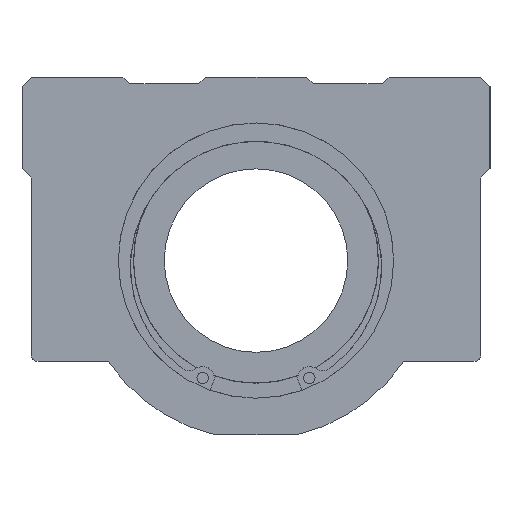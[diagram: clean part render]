
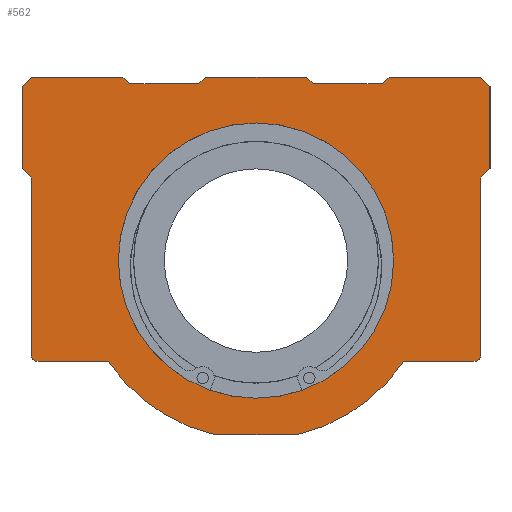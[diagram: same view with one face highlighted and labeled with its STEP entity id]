
A CAD part, left-side view. The second image highlights one B-rep face of the part: STEP entity #562.
In plain terms, the highlighted planar face has unit normal (-1, 0, 0).
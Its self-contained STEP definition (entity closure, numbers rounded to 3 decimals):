
#248=CIRCLE('',#4894,30.);
#253=CIRCLE('',#4909,1.5);
#260=CIRCLE('',#4919,1.5);
#261=CIRCLE('',#4921,39.);
#262=CIRCLE('',#4922,39.);
#562=ADVANCED_FACE('',(#1744,#1745),#816,.F.);
#816=PLANE('',#4923);
#978=LINE('',#6243,#1316);
#1031=LINE('',#6737,#1369);
#1077=LINE('',#7138,#1415);
#1083=LINE('',#7152,#1421);
#1086=LINE('',#7157,#1424);
#1089=LINE('',#7163,#1427);
#1090=LINE('',#7165,#1428);
#1096=LINE('',#7181,#1434);
#1110=LINE('',#7223,#1448);
#1111=LINE('',#7227,#1449);
#1112=LINE('',#7228,#1450);
#1113=LINE('',#7230,#1451);
#1114=LINE('',#7232,#1452);
#1115=LINE('',#7234,#1453);
#1116=LINE('',#7236,#1454);
#1117=LINE('',#7237,#1455);
#1118=LINE('',#7239,#1456);
#1119=LINE('',#7241,#1457);
#1120=LINE('',#7243,#1458);
#1121=LINE('',#7245,#1459);
#1316=VECTOR('',#5130,1.);
#1369=VECTOR('',#5185,1.);
#1415=VECTOR('',#5411,1.);
#1421=VECTOR('',#5419,1.);
#1424=VECTOR('',#5424,1.);
#1427=VECTOR('',#5429,1.);
#1428=VECTOR('',#5432,1.);
#1434=VECTOR('',#5446,1.);
#1448=VECTOR('',#5482,1.);
#1449=VECTOR('',#5485,1.);
#1450=VECTOR('',#5486,1.);
#1451=VECTOR('',#5487,1.);
#1452=VECTOR('',#5488,1.);
#1453=VECTOR('',#5489,1.);
#1454=VECTOR('',#5490,1.);
#1455=VECTOR('',#5491,1.);
#1456=VECTOR('',#5492,1.);
#1457=VECTOR('',#5493,1.);
#1458=VECTOR('',#5494,1.);
#1459=VECTOR('',#5495,1.);
#1744=FACE_BOUND('',#1893,.T.);
#1745=FACE_BOUND('',#1894,.T.);
#1893=EDGE_LOOP('',(#2491,#2492,#2493,#2494,#2495,#2496,#2497,#2498,#2499,
#2500,#2501,#2502,#2503,#2504,#2505,#2506,#2507,#2508,#2509,#2510,#2511,
#2512,#2513,#2514));
#1894=EDGE_LOOP('',(#2515));
#2491=ORIENTED_EDGE('',*,*,#4123,.F.);
#2492=ORIENTED_EDGE('',*,*,#4126,.F.);
#2493=ORIENTED_EDGE('',*,*,#4147,.F.);
#2494=ORIENTED_EDGE('',*,*,#4148,.F.);
#2495=ORIENTED_EDGE('',*,*,#4149,.F.);
#2496=ORIENTED_EDGE('',*,*,#4150,.F.);
#2497=ORIENTED_EDGE('',*,*,#4145,.F.);
#2498=ORIENTED_EDGE('',*,*,#3910,.F.);
#2499=ORIENTED_EDGE('',*,*,#4151,.F.);
#2500=ORIENTED_EDGE('',*,*,#4152,.F.);
#2501=ORIENTED_EDGE('',*,*,#4153,.F.);
#2502=ORIENTED_EDGE('',*,*,#4154,.F.);
#2503=ORIENTED_EDGE('',*,*,#4155,.F.);
#2504=ORIENTED_EDGE('',*,*,#4118,.F.);
#2505=ORIENTED_EDGE('',*,*,#4111,.F.);
#2506=ORIENTED_EDGE('',*,*,#4114,.F.);
#2507=ORIENTED_EDGE('',*,*,#4105,.F.);
#2508=ORIENTED_EDGE('',*,*,#4117,.F.);
#2509=ORIENTED_EDGE('',*,*,#4156,.F.);
#2510=ORIENTED_EDGE('',*,*,#4157,.F.);
#2511=ORIENTED_EDGE('',*,*,#4158,.F.);
#2512=ORIENTED_EDGE('',*,*,#4159,.F.);
#2513=ORIENTED_EDGE('',*,*,#4160,.F.);
#2514=ORIENTED_EDGE('',*,*,#3994,.F.);
#2515=ORIENTED_EDGE('',*,*,#4101,.T.);
#3470=VERTEX_POINT('',#6238);
#3472=VERTEX_POINT('',#6242);
#3555=VERTEX_POINT('',#6735);
#3557=VERTEX_POINT('',#6738);
#3641=VERTEX_POINT('',#7129);
#3642=VERTEX_POINT('',#7139);
#3643=VERTEX_POINT('',#7140);
#3648=VERTEX_POINT('',#7151);
#3649=VERTEX_POINT('',#7153);
#3651=VERTEX_POINT('',#7162);
#3652=VERTEX_POINT('',#7166);
#3655=VERTEX_POINT('',#7174);
#3657=VERTEX_POINT('',#7180);
#3673=VERTEX_POINT('',#7218);
#3674=VERTEX_POINT('',#7222);
#3675=VERTEX_POINT('',#7224);
#3676=VERTEX_POINT('',#7226);
#3677=VERTEX_POINT('',#7229);
#3678=VERTEX_POINT('',#7231);
#3679=VERTEX_POINT('',#7233);
#3680=VERTEX_POINT('',#7235);
#3681=VERTEX_POINT('',#7238);
#3682=VERTEX_POINT('',#7240);
#3683=VERTEX_POINT('',#7242);
#3684=VERTEX_POINT('',#7244);
#3910=EDGE_CURVE('',#3472,#3470,#978,.T.);
#3994=EDGE_CURVE('',#3555,#3557,#1031,.T.);
#4101=EDGE_CURVE('',#3641,#3641,#248,.T.);
#4105=EDGE_CURVE('',#3642,#3643,#1077,.T.);
#4111=EDGE_CURVE('',#3648,#3649,#1083,.T.);
#4114=EDGE_CURVE('',#3643,#3648,#1086,.T.);
#4117=EDGE_CURVE('',#3651,#3642,#1089,.T.);
#4118=EDGE_CURVE('',#3649,#3652,#1090,.T.);
#4123=EDGE_CURVE('',#3655,#3555,#253,.T.);
#4126=EDGE_CURVE('',#3657,#3655,#1096,.T.);
#4145=EDGE_CURVE('',#3470,#3673,#260,.T.);
#4147=EDGE_CURVE('',#3674,#3657,#261,.T.);
#4148=EDGE_CURVE('',#3675,#3674,#1110,.T.);
#4149=EDGE_CURVE('',#3676,#3675,#262,.T.);
#4150=EDGE_CURVE('',#3673,#3676,#1111,.T.);
#4151=EDGE_CURVE('',#3677,#3472,#1112,.T.);
#4152=EDGE_CURVE('',#3678,#3677,#1113,.T.);
#4153=EDGE_CURVE('',#3679,#3678,#1114,.T.);
#4154=EDGE_CURVE('',#3680,#3679,#1115,.T.);
#4155=EDGE_CURVE('',#3652,#3680,#1116,.T.);
#4156=EDGE_CURVE('',#3681,#3651,#1117,.T.);
#4157=EDGE_CURVE('',#3682,#3681,#1118,.T.);
#4158=EDGE_CURVE('',#3683,#3682,#1119,.T.);
#4159=EDGE_CURVE('',#3684,#3683,#1120,.T.);
#4160=EDGE_CURVE('',#3557,#3684,#1121,.T.);
#4894=AXIS2_PLACEMENT_3D('',#7128,#5393,#5394);
#4909=AXIS2_PLACEMENT_3D('',#7175,#5440,#5441);
#4919=AXIS2_PLACEMENT_3D('',#7217,#5475,#5476);
#4921=AXIS2_PLACEMENT_3D('',#7221,#5480,#5481);
#4922=AXIS2_PLACEMENT_3D('',#7225,#5483,#5484);
#4923=AXIS2_PLACEMENT_3D('',#7246,#5496,#5497);
#5130=DIRECTION('',(0.,0.,-1.));
#5185=DIRECTION('',(0.,0.,1.));
#5393=DIRECTION('',(1.,0.,0.));
#5394=DIRECTION('',(0.,-1.,0.));
#5411=DIRECTION('',(0.,-0.707,0.707));
#5419=DIRECTION('',(0.,-0.707,-0.707));
#5424=DIRECTION('',(0.,-1.,0.));
#5429=DIRECTION('',(0.,-1.,0.));
#5432=DIRECTION('',(0.,-1.,0.));
#5440=DIRECTION('',(1.,0.,0.));
#5441=DIRECTION('',(0.,0.707,-0.707));
#5446=DIRECTION('',(0.,1.,0.));
#5475=DIRECTION('',(1.,0.,0.));
#5476=DIRECTION('',(0.,-0.707,-0.707));
#5480=DIRECTION('',(1.,0.,0.));
#5481=DIRECTION('',(0.,0.441,-0.897));
#5482=DIRECTION('',(0.,1.,0.));
#5483=DIRECTION('',(1.,0.,0.));
#5484=DIRECTION('',(0.,0.441,-0.897));
#5485=DIRECTION('',(0.,1.,0.));
#5486=DIRECTION('',(0.,0.707,-0.707));
#5487=DIRECTION('',(0.,0.,-1.));
#5488=DIRECTION('',(0.,-0.707,-0.707));
#5489=DIRECTION('',(0.,-1.,0.));
#5490=DIRECTION('',(0.,-0.707,0.707));
#5491=DIRECTION('',(0.,-0.707,-0.707));
#5492=DIRECTION('',(0.,-1.,0.));
#5493=DIRECTION('',(0.,-0.707,0.707));
#5494=DIRECTION('',(0.,0.,1.));
#5495=DIRECTION('',(0.,0.707,0.707));
#5496=DIRECTION('',(1.,0.,0.));
#5497=DIRECTION('',(0.,0.,-1.));
#6238=CARTESIAN_POINT('',(0.,-49.,-20.5));
#6242=CARTESIAN_POINT('',(0.,-49.,18.));
#6243=CARTESIAN_POINT('',(0.,-49.,16.));
#6735=CARTESIAN_POINT('',(0.,49.,-20.5));
#6737=CARTESIAN_POINT('',(0.,49.,-22.5));
#6738=CARTESIAN_POINT('',(0.,49.,18.));
#7128=CARTESIAN_POINT('',(0.,0.,0.));
#7129=CARTESIAN_POINT('',(0.,30.,0.));
#7138=CARTESIAN_POINT('',(0.,12.5,38.5));
#7139=CARTESIAN_POINT('',(0.,12.5,38.5));
#7140=CARTESIAN_POINT('',(0.,11.,40.));
#7151=CARTESIAN_POINT('',(0.,-11.,40.));
#7152=CARTESIAN_POINT('',(0.,-11.,40.));
#7153=CARTESIAN_POINT('',(0.,-12.5,38.5));
#7157=CARTESIAN_POINT('',(0.,11.,40.));
#7162=CARTESIAN_POINT('',(0.,27.5,38.5));
#7163=CARTESIAN_POINT('',(0.,27.5,38.5));
#7165=CARTESIAN_POINT('',(0.,-12.5,38.5));
#7166=CARTESIAN_POINT('',(0.,-27.5,38.5));
#7174=CARTESIAN_POINT('',(0.,47.5,-22.));
#7175=CARTESIAN_POINT('',(0.,47.5,-20.5));
#7180=CARTESIAN_POINT('',(0.,32.202,-22.));
#7181=CARTESIAN_POINT('',(0.,0.,-22.));
#7217=CARTESIAN_POINT('',(0.,-47.5,-20.5));
#7218=CARTESIAN_POINT('',(0.,-47.5,-22.));
#7221=CARTESIAN_POINT('',(0.,0.,0.));
#7222=CARTESIAN_POINT('',(0.,8.775,-38.));
#7223=CARTESIAN_POINT('',(0.,0.,-38.));
#7224=CARTESIAN_POINT('',(0.,-8.775,-38.));
#7225=CARTESIAN_POINT('',(0.,0.,0.));
#7226=CARTESIAN_POINT('',(0.,-32.202,-22.));
#7227=CARTESIAN_POINT('',(0.,0.,-22.));
#7228=CARTESIAN_POINT('',(0.,-51.,20.));
#7229=CARTESIAN_POINT('',(0.,-51.,20.));
#7230=CARTESIAN_POINT('',(0.,-51.,38.));
#7231=CARTESIAN_POINT('',(0.,-51.,38.));
#7232=CARTESIAN_POINT('',(0.,-49.,40.));
#7233=CARTESIAN_POINT('',(0.,-49.,40.));
#7234=CARTESIAN_POINT('',(0.,-29.,40.));
#7235=CARTESIAN_POINT('',(0.,-29.,40.));
#7236=CARTESIAN_POINT('',(0.,-27.5,38.5));
#7237=CARTESIAN_POINT('',(0.,29.,40.));
#7238=CARTESIAN_POINT('',(0.,29.,40.));
#7239=CARTESIAN_POINT('',(0.,49.,40.));
#7240=CARTESIAN_POINT('',(0.,49.,40.));
#7241=CARTESIAN_POINT('',(0.,51.,38.));
#7242=CARTESIAN_POINT('',(0.,51.,38.));
#7243=CARTESIAN_POINT('',(0.,51.,18.));
#7244=CARTESIAN_POINT('',(0.,51.,20.));
#7245=CARTESIAN_POINT('',(0.,49.,18.));
#7246=CARTESIAN_POINT('',(0.,0.,5.252));
